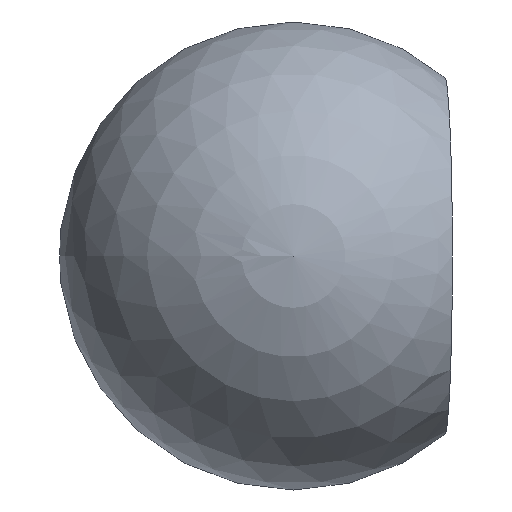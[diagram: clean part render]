
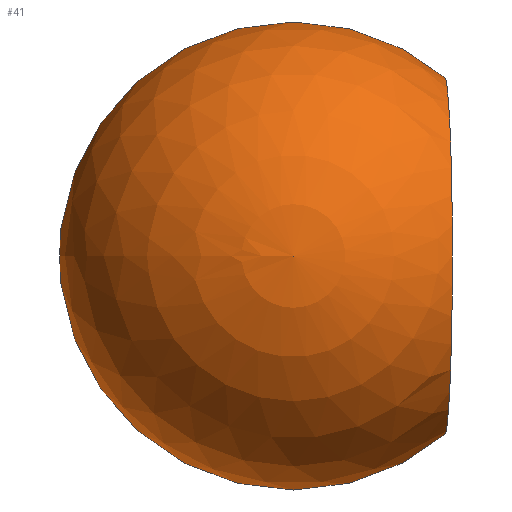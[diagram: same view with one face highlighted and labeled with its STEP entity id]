
A CAD part, left-side view. The second image highlights one B-rep face of the part: STEP entity #41.
In plain terms, the highlighted spherical face has radius 13.6 mm.
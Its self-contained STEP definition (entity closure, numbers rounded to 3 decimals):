
#41 = ADVANCED_FACE( '', ( #88, #89 ), #90, .T. );
#88 = FACE_BOUND( '', #148, .T. );
#89 = FACE_OUTER_BOUND( '', #149, .T. );
#90 = SPHERICAL_SURFACE( '', #150, 13.6 );
#148 = VERTEX_LOOP( '', #206 );
#149 = EDGE_LOOP( '', ( #207, #208 ) );
#150 = AXIS2_PLACEMENT_3D( '', #209, #210, #211 );
#206 = VERTEX_POINT( '', #282 );
#207 = ORIENTED_EDGE( '', *, *, #283, .F. );
#208 = ORIENTED_EDGE( '', *, *, #284, .T. );
#209 = CARTESIAN_POINT( '', ( 0., 0., 0. ) );
#210 = DIRECTION( '', ( 1., 0., 0. ) );
#211 = DIRECTION( '', ( 0., 1., 0. ) );
#282 = CARTESIAN_POINT( '', ( -13.6, 0., 0. ) );
#283 = EDGE_CURVE( '', #314, #315, #316, .T. );
#284 = EDGE_CURVE( '', #314, #315, #317, .F. );
#314 = VERTEX_POINT( '', #352 );
#315 = VERTEX_POINT( '', #353 );
#316 = CIRCLE( '', #354, 8.589 );
#317 = CIRCLE( '', #355, 10.369 );
#352 = CARTESIAN_POINT( '', ( 10.544, -8.348, -2.022 ) );
#353 = CARTESIAN_POINT( '', ( 10.544, -8.348, 2.022 ) );
#354 = AXIS2_PLACEMENT_3D( '', #399, #400, #401 );
#355 = AXIS2_PLACEMENT_3D( '', #402, #403, #404 );
#399 = CARTESIAN_POINT( '', ( 10.544, 0., 0. ) );
#400 = DIRECTION( '', ( 1., 0., 0. ) );
#401 = DIRECTION( '', ( 0., 0., -1. ) );
#402 = CARTESIAN_POINT( '', ( 0.384, -8.792, 0. ) );
#403 = DIRECTION( '', ( 0.044, -0.999, 0. ) );
#404 = DIRECTION( '', ( 0.999, 0.044, 0. ) );
